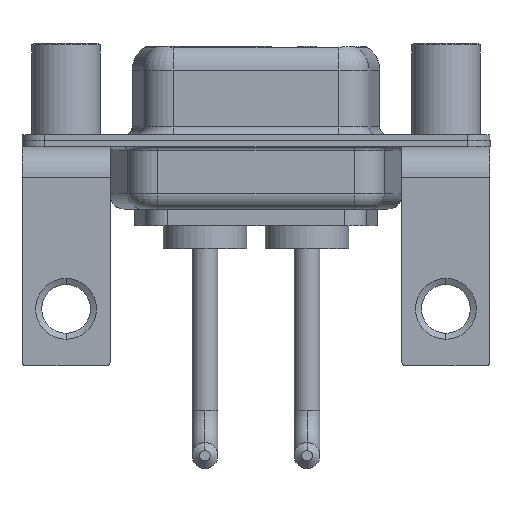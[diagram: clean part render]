
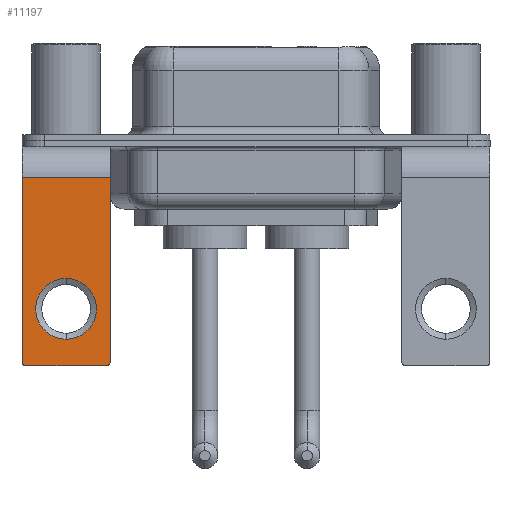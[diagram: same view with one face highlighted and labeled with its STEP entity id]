
A CAD part, front view. The second image highlights one B-rep face of the part: STEP entity #11197.
In plain terms, the highlighted planar face has unit normal (0, -1, 0).
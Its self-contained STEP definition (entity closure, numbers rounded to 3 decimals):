
#27 = CARTESIAN_POINT ( 'NONE',  ( 0., -6.25, -11.07 ) ) ;
#371 = CARTESIAN_POINT ( 'NONE',  ( 0., -6.25, -9.07 ) ) ;
#417 = VERTEX_POINT ( 'NONE', #15682 ) ;
#535 = VERTEX_POINT ( 'NONE', #9922 ) ;
#565 = DIRECTION ( 'NONE',  ( 0., 1., 0. ) ) ;
#581 = VERTEX_POINT ( 'NONE', #371 ) ;
#601 = CIRCLE ( 'NONE', #14916, 2. ) ;
#1216 = DIRECTION ( 'NONE',  ( 0., 1., 0. ) ) ;
#1244 = CIRCLE ( 'NONE', #11498, 0.25 ) ;
#1330 = ORIENTED_EDGE ( 'NONE', *, *, #2060, .T. ) ;
#1345 = VECTOR ( 'NONE', #3117, 1000. ) ;
#1535 = CARTESIAN_POINT ( 'NONE',  ( 2.9, -6.25, -14.55 ) ) ;
#1559 = EDGE_CURVE ( 'NONE', #11161, #581, #601, .T. ) ;
#1582 = VERTEX_POINT ( 'NONE', #13168 ) ;
#1637 = DIRECTION ( 'NONE',  ( 0., 0., 1. ) ) ;
#1759 = FACE_BOUND ( 'NONE', #3822, .T. ) ;
#1806 = AXIS2_PLACEMENT_3D ( 'NONE', #7913, #13821, #1637 ) ;
#2060 = EDGE_CURVE ( 'NONE', #5219, #1582, #10267, .T. ) ;
#3050 = CARTESIAN_POINT ( 'NONE',  ( 0., -6.25, -13.07 ) ) ;
#3063 = EDGE_CURVE ( 'NONE', #581, #11161, #14434, .T. ) ;
#3117 = DIRECTION ( 'NONE',  ( 0., 0., -1. ) ) ;
#3717 = VECTOR ( 'NONE', #9256, 1000. ) ;
#3822 = EDGE_LOOP ( 'NONE', ( #6866, #6387 ) ) ;
#4209 = AXIS2_PLACEMENT_3D ( 'NONE', #10600, #9399, #12922 ) ;
#4373 = ORIENTED_EDGE ( 'NONE', *, *, #11688, .F. ) ;
#4911 = DIRECTION ( 'NONE',  ( 0., 0., 1. ) ) ;
#4952 = LINE ( 'NONE', #13608, #13978 ) ;
#5217 = CARTESIAN_POINT ( 'NONE',  ( 2.9, -6.25, -2.4 ) ) ;
#5219 = VERTEX_POINT ( 'NONE', #8449 ) ;
#5276 = DIRECTION ( 'NONE',  ( 0., 0., -1. ) ) ;
#5476 = LINE ( 'NONE', #10217, #3717 ) ;
#5579 = ORIENTED_EDGE ( 'NONE', *, *, #12055, .T. ) ;
#6387 = ORIENTED_EDGE ( 'NONE', *, *, #3063, .T. ) ;
#6573 = ORIENTED_EDGE ( 'NONE', *, *, #14880, .T. ) ;
#6608 = DIRECTION ( 'NONE',  ( 0., -1., 0. ) ) ;
#6866 = ORIENTED_EDGE ( 'NONE', *, *, #1559, .T. ) ;
#7901 = EDGE_LOOP ( 'NONE', ( #1330, #5579, #4373, #6573, #12980, #15319 ) ) ;
#7913 = CARTESIAN_POINT ( 'NONE',  ( 2.65, -6.25, -14.55 ) ) ;
#7916 = DIRECTION ( 'NONE',  ( -1., 0., 0. ) ) ;
#8069 = CARTESIAN_POINT ( 'NONE',  ( 2.9, -6.25, -14.8 ) ) ;
#8410 = VECTOR ( 'NONE', #7916, 1000. ) ;
#8449 = CARTESIAN_POINT ( 'NONE',  ( -2.9, -6.25, -2.4 ) ) ;
#8997 = PLANE ( 'NONE',  #13172 ) ;
#9256 = DIRECTION ( 'NONE',  ( -1., 0., 0. ) ) ;
#9299 = CARTESIAN_POINT ( 'NONE',  ( -2.9, -6.25, -2.4 ) ) ;
#9399 = DIRECTION ( 'NONE',  ( 0., 1., 0. ) ) ;
#9495 = EDGE_CURVE ( 'NONE', #417, #10547, #4952, .T. ) ;
#9922 = CARTESIAN_POINT ( 'NONE',  ( 2.65, -6.25, -14.8 ) ) ;
#10116 = FACE_OUTER_BOUND ( 'NONE', #7901, .T. ) ;
#10217 = CARTESIAN_POINT ( 'NONE',  ( 2.9, -6.25, -2.4 ) ) ;
#10267 = LINE ( 'NONE', #9299, #1345 ) ;
#10547 = VERTEX_POINT ( 'NONE', #1535 ) ;
#10600 = CARTESIAN_POINT ( 'NONE',  ( 0., -6.25, -11.07 ) ) ;
#10615 = EDGE_CURVE ( 'NONE', #417, #5219, #5476, .T. ) ;
#11161 = VERTEX_POINT ( 'NONE', #3050 ) ;
#11197 = ADVANCED_FACE ( 'NONE', ( #1759, #10116 ), #8997, .F. ) ;
#11495 = CARTESIAN_POINT ( 'NONE',  ( -2.65, -6.25, -14.55 ) ) ;
#11498 = AXIS2_PLACEMENT_3D ( 'NONE', #11495, #6608, #12619 ) ;
#11688 = EDGE_CURVE ( 'NONE', #535, #13657, #15110, .T. ) ;
#12055 = EDGE_CURVE ( 'NONE', #1582, #13657, #1244, .T. ) ;
#12336 = CIRCLE ( 'NONE', #1806, 0.25 ) ;
#12619 = DIRECTION ( 'NONE',  ( 0., 0., 1. ) ) ;
#12922 = DIRECTION ( 'NONE',  ( 0., 0., 1. ) ) ;
#12980 = ORIENTED_EDGE ( 'NONE', *, *, #9495, .F. ) ;
#13168 = CARTESIAN_POINT ( 'NONE',  ( -2.9, -6.25, -14.55 ) ) ;
#13172 = AXIS2_PLACEMENT_3D ( 'NONE', #5217, #565, #13866 ) ;
#13608 = CARTESIAN_POINT ( 'NONE',  ( 2.9, -6.25, -2.4 ) ) ;
#13657 = VERTEX_POINT ( 'NONE', #14605 ) ;
#13821 = DIRECTION ( 'NONE',  ( 0., -1., 0. ) ) ;
#13866 = DIRECTION ( 'NONE',  ( 0., 0., 1. ) ) ;
#13978 = VECTOR ( 'NONE', #5276, 1000. ) ;
#14434 = CIRCLE ( 'NONE', #4209, 2. ) ;
#14605 = CARTESIAN_POINT ( 'NONE',  ( -2.65, -6.25, -14.8 ) ) ;
#14880 = EDGE_CURVE ( 'NONE', #535, #10547, #12336, .T. ) ;
#14916 = AXIS2_PLACEMENT_3D ( 'NONE', #27, #1216, #4911 ) ;
#15110 = LINE ( 'NONE', #8069, #8410 ) ;
#15319 = ORIENTED_EDGE ( 'NONE', *, *, #10615, .T. ) ;
#15682 = CARTESIAN_POINT ( 'NONE',  ( 2.9, -6.25, -2.4 ) ) ;
